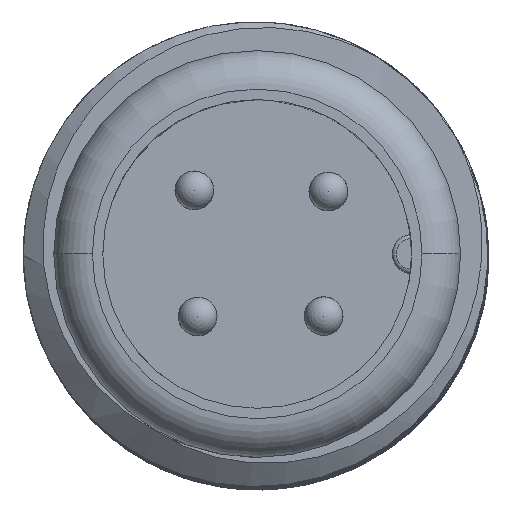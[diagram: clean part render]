
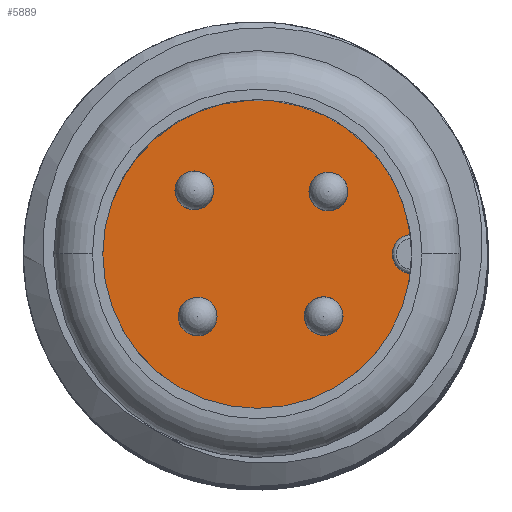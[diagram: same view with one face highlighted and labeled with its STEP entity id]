
A CAD part, top view. The second image highlights one B-rep face of the part: STEP entity #5889.
In plain terms, the highlighted planar face has unit normal (0, 0, 1).
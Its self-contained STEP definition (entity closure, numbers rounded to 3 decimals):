
#78 = CIRCLE ( 'NONE', #5437, 4. ) ;
#881 = EDGE_CURVE ( 'NONE', #1930, #1204, #78, .T. ) ;
#1204 = VERTEX_POINT ( 'NONE', #2282 ) ;
#1318 = CARTESIAN_POINT ( 'NONE',  ( 3.969, 0.499, 6. ) ) ;
#1930 = VERTEX_POINT ( 'NONE', #11676 ) ;
#2151 = ORIENTED_EDGE ( 'NONE', *, *, #12108, .F. ) ;
#2260 = DIRECTION ( 'NONE',  ( 1., 0., 0. ) ) ;
#2282 = CARTESIAN_POINT ( 'NONE',  ( 3.969, -0.499, 6. ) ) ;
#2457 = DIRECTION ( 'NONE',  ( 0., 0., 1. ) ) ;
#2539 = ORIENTED_EDGE ( 'NONE', *, *, #881, .T. ) ;
#2687 = VERTEX_POINT ( 'NONE', #7518 ) ;
#2801 = AXIS2_PLACEMENT_3D ( 'NONE', #2822, #6771, #10729 ) ;
#2822 = CARTESIAN_POINT ( 'NONE',  ( 4., 0., 6. ) ) ;
#3615 = VERTEX_POINT ( 'NONE', #1318 ) ;
#3763 = DIRECTION ( 'NONE',  ( 1., 0., 0. ) ) ;
#3929 = FACE_OUTER_BOUND ( 'NONE', #5728, .T. ) ;
#4491 = EDGE_CURVE ( 'NONE', #3615, #1930, #8371, .T. ) ;
#5437 = AXIS2_PLACEMENT_3D ( 'NONE', #7592, #9522, #3763 ) ;
#5728 = EDGE_LOOP ( 'NONE', ( #9425, #2539, #2151, #8110 ) ) ;
#5873 = DIRECTION ( 'NONE',  ( 0., 0., 1. ) ) ;
#5889 = ADVANCED_FACE ( 'NONE', ( #3929 ), #5939, .T. ) ;
#5939 = PLANE ( 'NONE',  #11561 ) ;
#6336 = DIRECTION ( 'NONE',  ( 1., 0., 0. ) ) ;
#6771 = DIRECTION ( 'NONE',  ( 0., 0., 1. ) ) ;
#7208 = EDGE_CURVE ( 'NONE', #3615, #2687, #8374, .T. ) ;
#7518 = CARTESIAN_POINT ( 'NONE',  ( 3.5, 0., 6. ) ) ;
#7592 = CARTESIAN_POINT ( 'NONE',  ( 0., 0., 6. ) ) ;
#7949 = CARTESIAN_POINT ( 'NONE',  ( 0., 0., 6. ) ) ;
#8110 = ORIENTED_EDGE ( 'NONE', *, *, #7208, .F. ) ;
#8371 = CIRCLE ( 'NONE', #10039, 4. ) ;
#8374 = CIRCLE ( 'NONE', #2801, 0.5 ) ;
#8431 = CIRCLE ( 'NONE', #12779, 0.5 ) ;
#9058 = DIRECTION ( 'NONE',  ( 0., 0., 1. ) ) ;
#9425 = ORIENTED_EDGE ( 'NONE', *, *, #4491, .T. ) ;
#9522 = DIRECTION ( 'NONE',  ( 0., 0., 1. ) ) ;
#9829 = DIRECTION ( 'NONE',  ( 1., 0., 0. ) ) ;
#10039 = AXIS2_PLACEMENT_3D ( 'NONE', #12276, #9058, #6336 ) ;
#10729 = DIRECTION ( 'NONE',  ( 1., 0., 0. ) ) ;
#11123 = CARTESIAN_POINT ( 'NONE',  ( 4., 0., 6. ) ) ;
#11561 = AXIS2_PLACEMENT_3D ( 'NONE', #7949, #5873, #9829 ) ;
#11676 = CARTESIAN_POINT ( 'NONE',  ( -4., 0., 6. ) ) ;
#12108 = EDGE_CURVE ( 'NONE', #2687, #1204, #8431, .T. ) ;
#12276 = CARTESIAN_POINT ( 'NONE',  ( 0., 0., 6. ) ) ;
#12779 = AXIS2_PLACEMENT_3D ( 'NONE', #11123, #2457, #2260 ) ;
